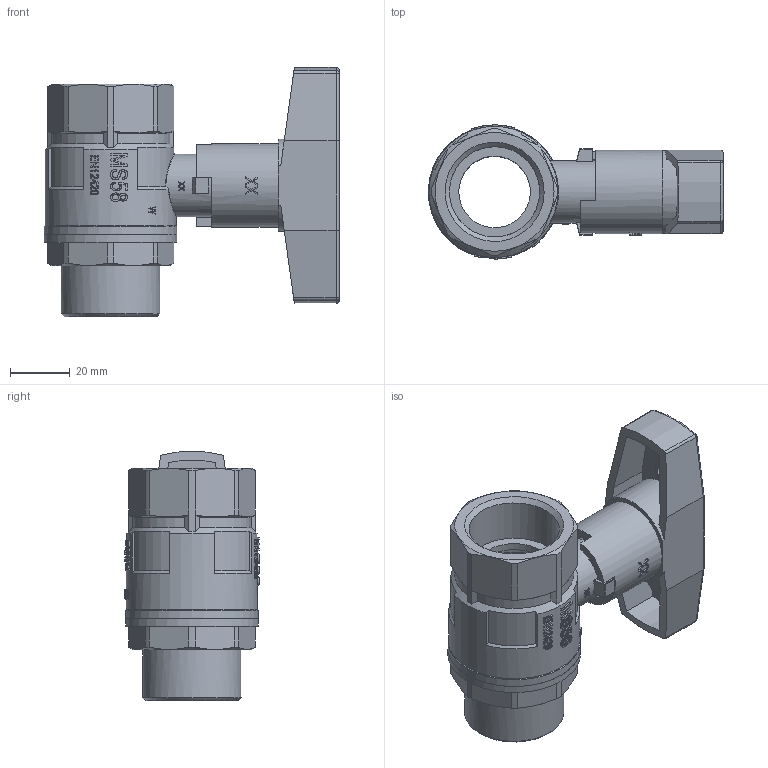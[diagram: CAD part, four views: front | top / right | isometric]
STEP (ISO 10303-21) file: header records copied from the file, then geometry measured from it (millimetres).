
FILE_DESCRIPTION(/* description */ ('Unknown'),/* implementation_level */ '2;1');
FILE_NAME(/* name */ '681-06',/* time_stamp */ '2022-03-28T09:26:22+02:00',/* author */ ('Unknown'),/* organization */ ('Unknown'),/* preprocessor_version */ 'ST-DEVELOPER v16.7',/* originating_system */ 'Solid Edge',/* authorisation */ 'Unknown');
FILE_SCHEMA (('AUTOMOTIVE_DESIGN {1 0 10303 214 3 1 1}'));
Length unit declared in the file: millimetre
Products named in the file (12): 2.647.025; T-Griff 1; Schraube-m-imbus-1; T-Griff-Al-1-a; Abdeckkappe-3_8-1_1_2_0; 610-06; 600-06_Spindel; 600-06_Stopfbuchse; 610-06_Einschraubteil; 600-06_Körper
Assembly tree (11 placements, depth 4):
  2.647.025
    T-Griff 1
      Schraube-m-imbus-1
        Schraube-m-imbus-1
      T-Griff-Al-1-a
      Abdeckkappe-3_8-1_1_2_0
    610-06
      600-06_Spindel
        600-06_Stopfbuchse
        600-06_Spindel
      610-06_Einschraubteil
      600-06_Körper
Bounding box: 99.15 x 45 x 83.61 mm (x, y, z)
Volume: 82439.5 mm3; surface area: 46663.3 mm2
Topology: 7 solids, 7 shells, 1381 faces, 3846 edges, 2545 vertices
Faces by surface type: plane 1201, cylinder 125, cone 39, bspline 7, torus 5, sphere 4
Full cylindrical faces by diameter (mm): 3.4 x2, 5.4 x4, 8.5 x1, 8.9 x1, 12 x2, 12.1 x1, 12.5 x1, 14 x2, 14.5 x1, 16 x1, 16.5 x1, 18 x1, 18.1 x1, 21 x1, 22.5 x1, 24 x2, 28 x1, 30.291 x1, 31 x2, 33.249 x1, 38.5 x1, 40 x1, 40.5 x1, 44 x1, 44.5 x2
Entity records: 57175 total; most frequent: CARTESIAN_POINT 12497, DIRECTION 8406, ORIENTED_EDGE 7542, EDGE_CURVE 3771, AXIS2_PLACEMENT_3D 3348, VERTEX_POINT 2531, LINE 1710, VECTOR 1710
